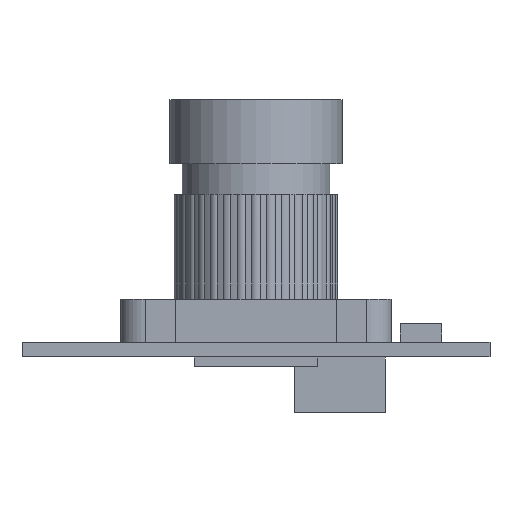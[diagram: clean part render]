
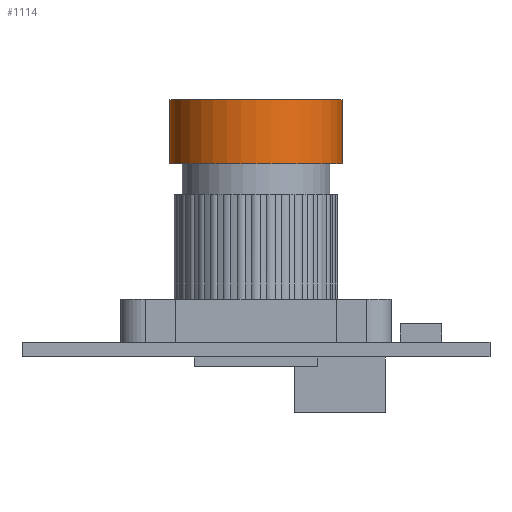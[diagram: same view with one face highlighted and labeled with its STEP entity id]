
A CAD part, front view. The second image highlights one B-rep face of the part: STEP entity #1114.
In plain terms, the highlighted cylindrical face has radius 7 mm (diameter 14 mm), a partial arc.
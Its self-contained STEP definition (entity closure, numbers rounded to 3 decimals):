
#104 = ORIENTED_EDGE ( 'NONE', *, *, #1166, .T. ) ;
#160 = LINE ( 'NONE', #2405, #5980 ) ;
#241 = DIRECTION ( 'NONE',  ( 0., 0., 1. ) ) ;
#294 = ORIENTED_EDGE ( 'NONE', *, *, #5479, .F. ) ;
#606 = VERTEX_POINT ( 'NONE', #1982 ) ;
#1114 = ADVANCED_FACE ( 'NONE', ( #2886 ), #2336, .T. ) ;
#1166 = EDGE_CURVE ( 'NONE', #2196, #4757, #5989, .T. ) ;
#1369 = AXIS2_PLACEMENT_3D ( 'NONE', #3742, #5966, #5928 ) ;
#1785 = DIRECTION ( 'NONE',  ( 1., 0., 0. ) ) ;
#1982 = CARTESIAN_POINT ( 'NONE',  ( -7., 0., 20.9 ) ) ;
#2196 = VERTEX_POINT ( 'NONE', #2265 ) ;
#2265 = CARTESIAN_POINT ( 'NONE',  ( -7., 0., 15.7 ) ) ;
#2336 = CYLINDRICAL_SURFACE ( 'NONE', #4687, 7. ) ;
#2405 = CARTESIAN_POINT ( 'NONE',  ( 7., 0., 15.7 ) ) ;
#2480 = CARTESIAN_POINT ( 'NONE',  ( -7., 0., 15.7 ) ) ;
#2886 = FACE_OUTER_BOUND ( 'NONE', #4132, .T. ) ;
#3598 = CARTESIAN_POINT ( 'NONE',  ( 0., 0., 15.7 ) ) ;
#3742 = CARTESIAN_POINT ( 'NONE',  ( 0., 0., 20.9 ) ) ;
#4132 = EDGE_LOOP ( 'NONE', ( #5561, #104, #7085, #294 ) ) ;
#4519 = VERTEX_POINT ( 'NONE', #5979 ) ;
#4668 = CARTESIAN_POINT ( 'NONE',  ( 0., 0., 15.7 ) ) ;
#4687 = AXIS2_PLACEMENT_3D ( 'NONE', #4668, #6855, #1785 ) ;
#4757 = VERTEX_POINT ( 'NONE', #6715 ) ;
#5479 = EDGE_CURVE ( 'NONE', #606, #4519, #7040, .T. ) ;
#5561 = ORIENTED_EDGE ( 'NONE', *, *, #5924, .F. ) ;
#5627 = VECTOR ( 'NONE', #7099, 1000. ) ;
#5724 = EDGE_CURVE ( 'NONE', #4757, #4519, #160, .T. ) ;
#5820 = DIRECTION ( 'NONE',  ( 1., 0., 0. ) ) ;
#5916 = LINE ( 'NONE', #2480, #5627 ) ;
#5924 = EDGE_CURVE ( 'NONE', #2196, #606, #5916, .T. ) ;
#5928 = DIRECTION ( 'NONE',  ( 1., 0., 0. ) ) ;
#5966 = DIRECTION ( 'NONE',  ( 0., 0., 1. ) ) ;
#5979 = CARTESIAN_POINT ( 'NONE',  ( 7., 0., 20.9 ) ) ;
#5980 = VECTOR ( 'NONE', #6849, 1000. ) ;
#5989 = CIRCLE ( 'NONE', #7281, 7. ) ;
#6715 = CARTESIAN_POINT ( 'NONE',  ( 7., 0., 15.7 ) ) ;
#6849 = DIRECTION ( 'NONE',  ( 0., 0., 1. ) ) ;
#6855 = DIRECTION ( 'NONE',  ( 0., 0., 1. ) ) ;
#7040 = CIRCLE ( 'NONE', #1369, 7. ) ;
#7085 = ORIENTED_EDGE ( 'NONE', *, *, #5724, .T. ) ;
#7099 = DIRECTION ( 'NONE',  ( 0., 0., 1. ) ) ;
#7281 = AXIS2_PLACEMENT_3D ( 'NONE', #3598, #241, #5820 ) ;
